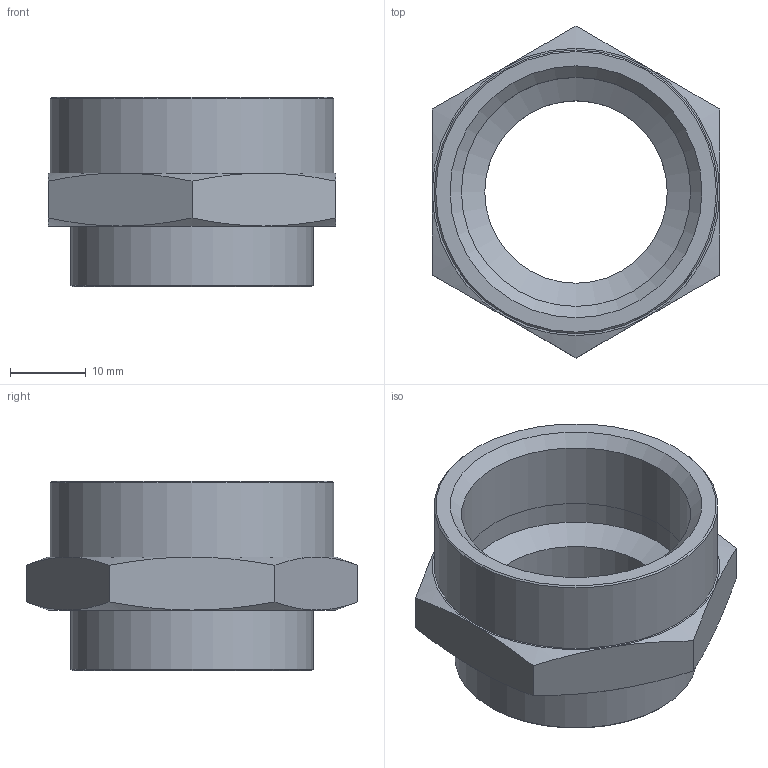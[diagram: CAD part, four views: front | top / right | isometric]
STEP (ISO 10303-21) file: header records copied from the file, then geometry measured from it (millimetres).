
FILE_DESCRIPTION(/* description */ (''),/* implementation_level */ '2;1');
FILE_NAME(/* name */ 'mu_1034_msv.stp',/* time_stamp */ '2019-08-05T14:18:29+02:00',/* author */ ('leitheußer'),/* organization */ (''),/* preprocessor_version */ 'ST-DEVELOPER v15.6',/* originating_system */ 'Autodesk Inventor LT ',/* authorisation */ '');
FILE_SCHEMA (('AUTOMOTIVE_DESIGN { 1 0 10303 214 3 1 1 }'));
Length unit declared in the file: millimetre
Products named in the file (1): 022494 - A007 34 01
Bounding box: 38 x 43.88 x 25 mm (x, y, z)
Volume: 10777.9 mm3; surface area: 6313.6 mm2
Topology: 1 solids, 1 shells, 32 faces, 70 edges, 42 vertices
Faces by surface type: cone 17, plane 10, cylinder 5
Full cylindrical faces by diameter (mm): 24.117 x1, 30.291 x2, 32 x1, 37.5 x1
Entity records: 1183 total; most frequent: CARTESIAN_POINT 510, DIRECTION 122, ORIENTED_EDGE 110, AXIS2_PLACEMENT_3D 58, EDGE_CURVE 55, EDGE_LOOP 46, VERTEX_POINT 37, STYLED_ITEM 33
